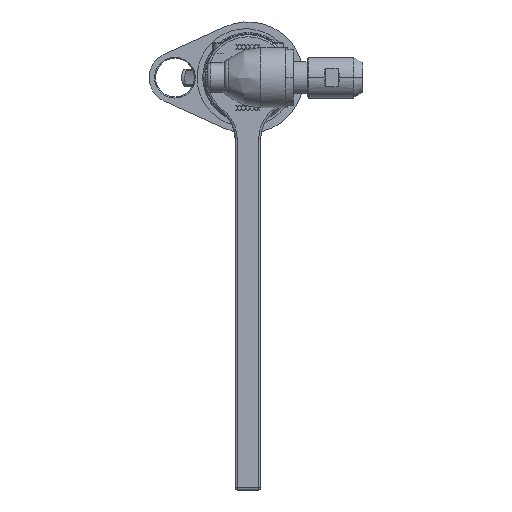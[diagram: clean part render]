
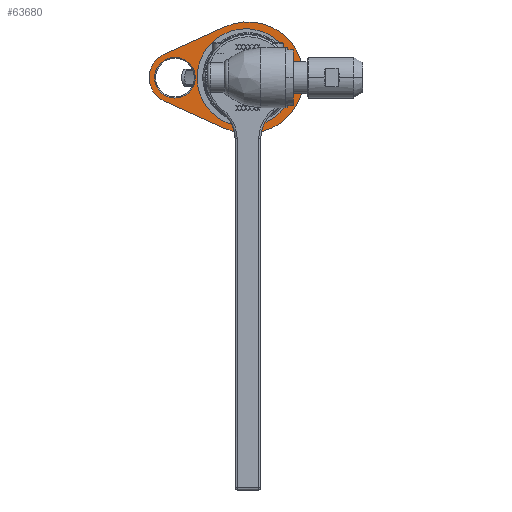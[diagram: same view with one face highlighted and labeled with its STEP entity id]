
A CAD part, left-side view. The second image highlights one B-rep face of the part: STEP entity #63680.
In plain terms, the highlighted planar face has unit normal (-1, 0, 0).
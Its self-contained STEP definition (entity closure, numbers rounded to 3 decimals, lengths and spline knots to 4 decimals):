
#63441=CARTESIAN_POINT('',(-9.0413,0.,0.));
#63442=DIRECTION('',(-1.,0.,0.));
#63443=DIRECTION('',(0.,0.412,-0.911));
#63444=AXIS2_PLACEMENT_3D('',#63441,#63442,#63443);
#63446=DIRECTION('',(0.,-0.911,-0.412));
#63447=VECTOR('',#63446,1.9365);
#63448=CARTESIAN_POINT('',(-9.0413,2.4338,-0.6835));
#63449=LINE('',#63448,#63447);
#63450=CARTESIAN_POINT('',(-9.0413,2.125,0.));
#63451=DIRECTION('',(-1.,0.,0.));
#63452=DIRECTION('',(0.,0.412,0.911));
#63453=AXIS2_PLACEMENT_3D('',#63450,#63451,#63452);
#63455=DIRECTION('',(0.,0.911,-0.412));
#63456=VECTOR('',#63455,1.9365);
#63457=CARTESIAN_POINT('',(-9.0413,0.6691,1.4808));
#63458=LINE('',#63457,#63456);
#63459=CARTESIAN_POINT('',(-9.0413,0.,0.));
#63460=DIRECTION('',(-1.,0.,0.));
#63461=DIRECTION('',(0.,0.,1.));
#63462=AXIS2_PLACEMENT_3D('',#63459,#63460,#63461);
#63464=CARTESIAN_POINT('',(-9.0413,0.,0.));
#63465=DIRECTION('',(-1.,0.,0.));
#63466=DIRECTION('',(0.,0.,-1.));
#63467=AXIS2_PLACEMENT_3D('',#63464,#63465,#63466);
#63469=CARTESIAN_POINT('',(-9.0413,2.125,0.));
#63470=DIRECTION('',(1.,0.,0.));
#63471=DIRECTION('',(0.,0.,-1.));
#63472=AXIS2_PLACEMENT_3D('',#63469,#63470,#63471);
#63487=CARTESIAN_POINT('',(-9.0413,2.125,0.));
#63488=DIRECTION('',(1.,0.,0.));
#63489=DIRECTION('',(0.,0.,1.));
#63490=AXIS2_PLACEMENT_3D('',#63487,#63488,#63489);
#63541=CARTESIAN_POINT('',(-9.0413,0.6691,-1.4808));
#63542=CARTESIAN_POINT('',(-9.0413,0.6691,1.4808));
#63543=VERTEX_POINT('',#63541);
#63544=VERTEX_POINT('',#63542);
#63545=CARTESIAN_POINT('',(-9.0413,2.4338,0.6835));
#63546=VERTEX_POINT('',#63545);
#63547=CARTESIAN_POINT('',(-9.0413,2.4338,-0.6835));
#63548=VERTEX_POINT('',#63547);
#63549=CARTESIAN_POINT('',(-9.0413,2.125,0.5935));
#63550=CARTESIAN_POINT('',(-9.0413,2.125,-0.5935));
#63551=VERTEX_POINT('',#63549);
#63552=VERTEX_POINT('',#63550);
#63565=CARTESIAN_POINT('',(-9.0413,0.,-1.3413));
#63566=CARTESIAN_POINT('',(-9.0413,0.,1.3413));
#63567=VERTEX_POINT('',#63565);
#63568=VERTEX_POINT('',#63566);
#63657=CARTESIAN_POINT('',(-9.0413,0.,0.));
#63658=DIRECTION('',(-1.,0.,0.));
#63659=DIRECTION('',(0.,0.,1.));
#63660=AXIS2_PLACEMENT_3D('',#63657,#63658,#63659);
#63661=PLANE('',#63660);
#63662=ORIENTED_EDGE('',*,*,#63609,.F.);
#63663=ORIENTED_EDGE('',*,*,#63624,.F.);
#63664=ORIENTED_EDGE('',*,*,#63638,.F.);
#63665=ORIENTED_EDGE('',*,*,#63651,.F.);
#63666=EDGE_LOOP('',(#63662,#63663,#63664,#63665));
#63667=FACE_OUTER_BOUND('',#63666,.F.);
#63669=ORIENTED_EDGE('',*,*,#63668,.F.);
#63671=ORIENTED_EDGE('',*,*,#63670,.F.);
#63672=EDGE_LOOP('',(#63669,#63671));
#63673=FACE_BOUND('',#63672,.F.);
#63675=ORIENTED_EDGE('',*,*,#63674,.T.);
#63677=ORIENTED_EDGE('',*,*,#63676,.T.);
#63678=EDGE_LOOP('',(#63675,#63677));
#63679=FACE_BOUND('',#63678,.F.);
#63680=ADVANCED_FACE('',(#63667,#63673,#63679),#63661,.T.);
#63445=CIRCLE('',#63444,1.625);
#63454=CIRCLE('',#63453,0.75);
#63463=CIRCLE('',#63462,1.3413);
#63468=CIRCLE('',#63467,1.3413);
#63473=CIRCLE('',#63472,0.5935);
#63491=CIRCLE('',#63490,0.5935);
#63609=EDGE_CURVE('',#63543,#63544,#63445,.T.);
#63624=EDGE_CURVE('',#63548,#63543,#63449,.T.);
#63638=EDGE_CURVE('',#63546,#63548,#63454,.T.);
#63651=EDGE_CURVE('',#63544,#63546,#63458,.T.);
#63668=EDGE_CURVE('',#63552,#63551,#63473,.T.);
#63670=EDGE_CURVE('',#63551,#63552,#63491,.T.);
#63674=EDGE_CURVE('',#63568,#63567,#63463,.T.);
#63676=EDGE_CURVE('',#63567,#63568,#63468,.T.);
